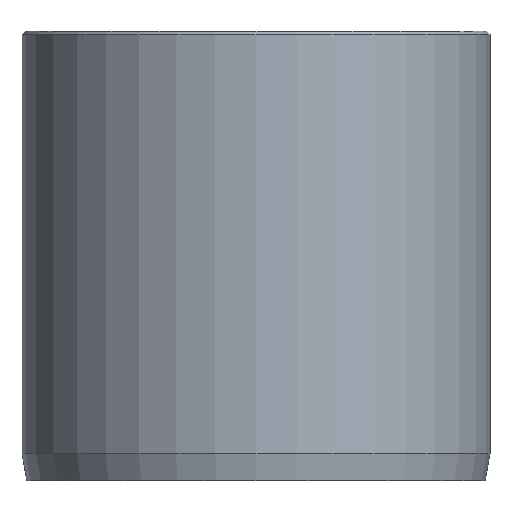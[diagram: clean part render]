
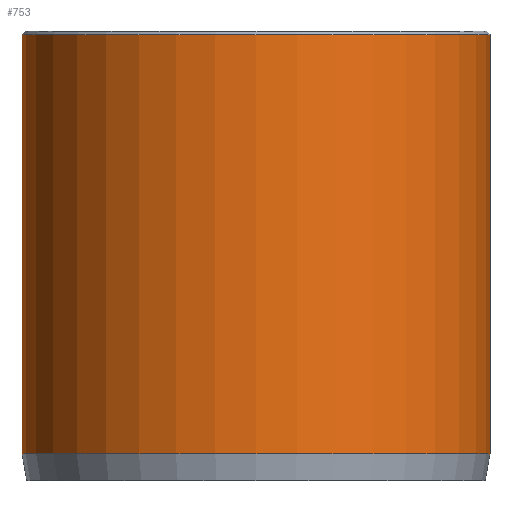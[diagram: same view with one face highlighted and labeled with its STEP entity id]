
A CAD part, front view. The second image highlights one B-rep face of the part: STEP entity #753.
In plain terms, the highlighted cylindrical face has radius 13 mm (diameter 26 mm), a partial arc.
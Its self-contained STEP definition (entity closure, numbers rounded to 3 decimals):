
#2 = CARTESIAN_POINT ( 'NONE',  ( 0., 0., 25. ) ) ;
#51 = DIRECTION ( 'NONE',  ( 0., 0., -1. ) ) ;
#57 = EDGE_CURVE ( 'NONE', #299, #235, #601, .T. ) ;
#66 = AXIS2_PLACEMENT_3D ( 'NONE', #2, #51, #352 ) ;
#107 = VERTEX_POINT ( 'NONE', #124 ) ;
#115 = ORIENTED_EDGE ( 'NONE', *, *, #569, .F. ) ;
#124 = CARTESIAN_POINT ( 'NONE',  ( 13., 0., 1.5 ) ) ;
#149 = DIRECTION ( 'NONE',  ( 1., 0., 0. ) ) ;
#151 = DIRECTION ( 'NONE',  ( 0., 0., -1. ) ) ;
#153 = CARTESIAN_POINT ( 'NONE',  ( 0., 0., 24.8 ) ) ;
#235 = VERTEX_POINT ( 'NONE', #256 ) ;
#256 = CARTESIAN_POINT ( 'NONE',  ( -13., 0., 24.8 ) ) ;
#299 = VERTEX_POINT ( 'NONE', #1150 ) ;
#307 = DIRECTION ( 'NONE',  ( 0., 0., -1. ) ) ;
#311 = CARTESIAN_POINT ( 'NONE',  ( 13., 0., 25. ) ) ;
#352 = DIRECTION ( 'NONE',  ( -1., 0., 0. ) ) ;
#363 = FACE_OUTER_BOUND ( 'NONE', #1133, .T. ) ;
#436 = CARTESIAN_POINT ( 'NONE',  ( -13., 0., 1.5 ) ) ;
#469 = DIRECTION ( 'NONE',  ( 1., 0., 0. ) ) ;
#473 = VECTOR ( 'NONE', #910, 1000. ) ;
#485 = DIRECTION ( 'NONE',  ( 0., 0., 1. ) ) ;
#493 = VECTOR ( 'NONE', #307, 1000. ) ;
#498 = EDGE_CURVE ( 'NONE', #553, #107, #810, .T. ) ;
#502 = CARTESIAN_POINT ( 'NONE',  ( 0., 0., 1.5 ) ) ;
#553 = VERTEX_POINT ( 'NONE', #436 ) ;
#569 = EDGE_CURVE ( 'NONE', #299, #107, #967, .T. ) ;
#601 = CIRCLE ( 'NONE', #800, 13. ) ;
#737 = CARTESIAN_POINT ( 'NONE',  ( -13., 0., 25. ) ) ;
#753 = ADVANCED_FACE ( 'NONE', ( #363 ), #1091, .T. ) ;
#800 = AXIS2_PLACEMENT_3D ( 'NONE', #153, #151, #149 ) ;
#810 = CIRCLE ( 'NONE', #960, 13. ) ;
#816 = EDGE_CURVE ( 'NONE', #235, #553, #1231, .T. ) ;
#864 = ORIENTED_EDGE ( 'NONE', *, *, #57, .T. ) ;
#910 = DIRECTION ( 'NONE',  ( 0., 0., -1. ) ) ;
#954 = ORIENTED_EDGE ( 'NONE', *, *, #498, .T. ) ;
#960 = AXIS2_PLACEMENT_3D ( 'NONE', #502, #485, #469 ) ;
#967 = LINE ( 'NONE', #311, #493 ) ;
#1006 = ORIENTED_EDGE ( 'NONE', *, *, #816, .T. ) ;
#1091 = CYLINDRICAL_SURFACE ( 'NONE', #66, 13. ) ;
#1133 = EDGE_LOOP ( 'NONE', ( #115, #864, #1006, #954 ) ) ;
#1150 = CARTESIAN_POINT ( 'NONE',  ( 13., 0., 24.8 ) ) ;
#1231 = LINE ( 'NONE', #737, #473 ) ;
